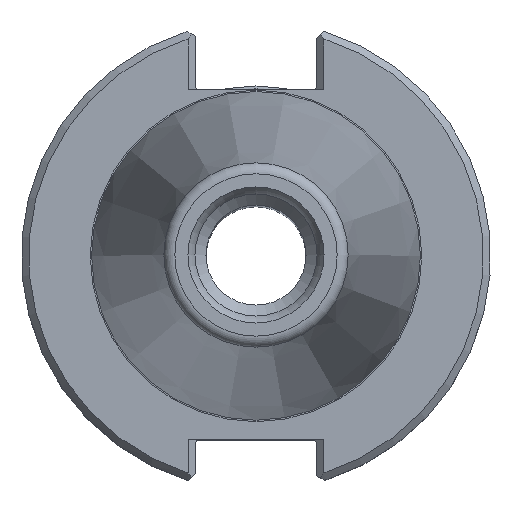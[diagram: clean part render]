
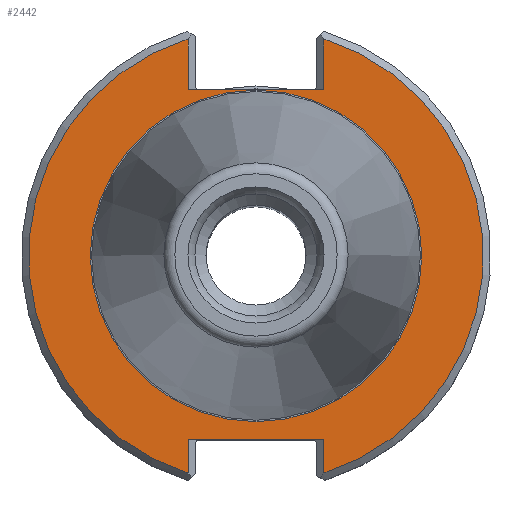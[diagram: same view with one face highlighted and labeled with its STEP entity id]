
A CAD part, top view. The second image highlights one B-rep face of the part: STEP entity #2442.
In plain terms, the highlighted planar face has unit normal (0, 0, 1).
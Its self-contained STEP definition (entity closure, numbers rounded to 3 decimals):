
#45=LINE('',#3313,#114);
#53=LINE('',#3337,#122);
#60=LINE('',#3364,#129);
#63=LINE('',#3373,#132);
#64=LINE('',#3375,#133);
#65=LINE('',#3377,#134);
#114=VECTOR('',#2807,1000.);
#122=VECTOR('',#2827,1000.);
#129=VECTOR('',#2856,1000.);
#132=VECTOR('',#2865,1000.);
#133=VECTOR('',#2866,1000.);
#134=VECTOR('',#2867,1000.);
#360=ORIENTED_EDGE('',*,*,#794,.F.);
#361=ORIENTED_EDGE('',*,*,#795,.T.);
#362=ORIENTED_EDGE('',*,*,#796,.T.);
#363=ORIENTED_EDGE('',*,*,#797,.F.);
#364=ORIENTED_EDGE('',*,*,#798,.T.);
#365=ORIENTED_EDGE('',*,*,#799,.T.);
#366=ORIENTED_EDGE('',*,*,#778,.T.);
#367=ORIENTED_EDGE('',*,*,#766,.F.);
#368=ORIENTED_EDGE('',*,*,#791,.T.);
#766=EDGE_CURVE('',#992,#985,#45,.T.);
#778=EDGE_CURVE('',#1000,#985,#53,.T.);
#791=EDGE_CURVE('',#992,#1010,#60,.T.);
#794=EDGE_CURVE('',#1013,#1013,#1161,.T.);
#795=EDGE_CURVE('',#1010,#1014,#1162,.T.);
#796=EDGE_CURVE('',#1014,#1015,#63,.T.);
#797=EDGE_CURVE('',#1016,#1015,#64,.T.);
#798=EDGE_CURVE('',#1016,#1017,#65,.T.);
#799=EDGE_CURVE('',#1017,#1000,#1163,.T.);
#985=VERTEX_POINT('',#3298);
#992=VERTEX_POINT('',#3312);
#1000=VERTEX_POINT('',#3331);
#1010=VERTEX_POINT('',#3362);
#1013=VERTEX_POINT('',#3370);
#1014=VERTEX_POINT('',#3372);
#1015=VERTEX_POINT('',#3374);
#1016=VERTEX_POINT('',#3376);
#1017=VERTEX_POINT('',#3378);
#1161=CIRCLE('',#2582,22.413);
#1162=CIRCLE('',#2583,30.75);
#1163=CIRCLE('',#2584,30.75);
#1268=EDGE_LOOP('',(#360));
#1269=EDGE_LOOP('',(#361,#362,#363,#364,#365,#366,#367,#368));
#1439=FACE_BOUND('',#1268,.T.);
#1440=FACE_BOUND('',#1269,.T.);
#1597=PLANE('',#2581);
#2442=ADVANCED_FACE('',(#1439,#1440),#1597,.T.);
#2581=AXIS2_PLACEMENT_3D('',#3368,#2859,#2860);
#2582=AXIS2_PLACEMENT_3D('',#3369,#2861,#2862);
#2583=AXIS2_PLACEMENT_3D('',#3371,#2863,#2864);
#2584=AXIS2_PLACEMENT_3D('',#3379,#2868,#2869);
#2807=DIRECTION('',(1.,0.,0.));
#2827=DIRECTION('',(0.,-1.,0.));
#2856=DIRECTION('',(0.,1.,0.));
#2859=DIRECTION('',(0.,0.,1.));
#2860=DIRECTION('',(1.,0.,0.));
#2861=DIRECTION('',(0.,0.,1.));
#2862=DIRECTION('',(1.,0.,0.));
#2863=DIRECTION('',(0.,0.,1.));
#2864=DIRECTION('',(1.,0.,0.));
#2865=DIRECTION('',(0.,1.,0.));
#2866=DIRECTION('',(-1.,0.,0.));
#2867=DIRECTION('',(0.,-1.,0.));
#2868=DIRECTION('',(0.,0.,1.));
#2869=DIRECTION('',(1.,0.,0.));
#3298=CARTESIAN_POINT('',(9.19,22.46,-3.17));
#3312=CARTESIAN_POINT('',(-9.19,22.46,-3.17));
#3313=CARTESIAN_POINT('',(-8.19,22.46,-3.17));
#3331=CARTESIAN_POINT('',(9.19,29.345,-3.17));
#3337=CARTESIAN_POINT('',(9.19,22.46,-3.17));
#3362=CARTESIAN_POINT('',(-9.19,29.345,-3.17));
#3364=CARTESIAN_POINT('',(-9.19,30.831,-3.17));
#3368=CARTESIAN_POINT('',(22.413,0.,-3.17));
#3369=CARTESIAN_POINT('',(0.,0.,-3.17));
#3370=CARTESIAN_POINT('',(22.413,0.,-3.17));
#3371=CARTESIAN_POINT('',(0.,0.,-3.17));
#3372=CARTESIAN_POINT('',(-9.19,-29.345,-3.17));
#3373=CARTESIAN_POINT('',(-9.19,-24.87,-3.17));
#3374=CARTESIAN_POINT('',(-9.19,-24.87,-3.17));
#3375=CARTESIAN_POINT('',(8.19,-24.87,-3.17));
#3376=CARTESIAN_POINT('',(9.19,-24.87,-3.17));
#3377=CARTESIAN_POINT('',(9.19,-30.831,-3.17));
#3378=CARTESIAN_POINT('',(9.19,-29.345,-3.17));
#3379=CARTESIAN_POINT('',(0.,0.,-3.17));
